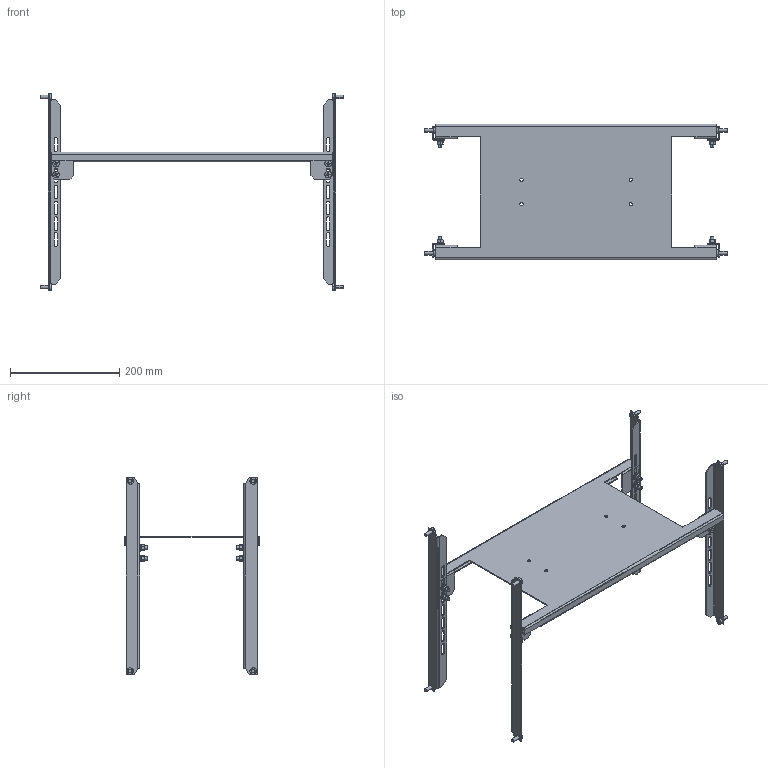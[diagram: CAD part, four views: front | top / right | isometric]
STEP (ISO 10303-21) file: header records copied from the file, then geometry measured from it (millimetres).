
FILE_DESCRIPTION (( 'STEP AP214' ), '1' );
FILE_NAME ('MPFU6301 Ïëàòà ìîíòàæíàÿ äëÿ ãîðèçîíòàëüíîãî ÂÀ-99Ñ 400 630.step', '2020-11-05T18:38:21', ( '' ), ( '' ), 'SwSTEP 2.0', 'SolidWorks 2019', '' );
FILE_SCHEMA (( 'AUTOMOTIVE_DESIGN' ));
Length unit declared in the file: millimetre
Products named in the file (61): AVT001.10.63.01 Ïëàòà ìîíòàæíàÿ ÂÀ99Ñ_400_630_00; Âèíò ñàìîíàðåçàþùèé Ì6 DIN 7516À; ﾘ琺矜 01.019 ﾃﾎﾑﾒ11371-78; ﾘ琺矜 01.019 ﾃﾎﾑﾒ11371-78_6; ﾘ琺矜 65ﾃ 019 ﾃﾎﾑﾒ 6402-70_6; Ãàéêà ÃÎÑÒ 5927-70; Âèíò Ì6 DIN 7985; Âèíò ñàìîíàðåçàþùèé Ì6 DIN 7516À_6å16; AVT001.10.03.02 Óãîëîê ìîíòàæíûé_èçâ0009_05.18_00; AVT001.10.03.02 Óãîëîê ìîíòàæíûé_èçâ0009_05.18; ﾘ琺矜 65ﾃ 019 ﾃﾎﾑﾒ 6402-70; AVT001.10.63.01 Ïëàòà ìîíòàæíàÿ ÂÀ99Ñ_400_630; MPFU6301 Ïëàòà ìîíòàæíàÿ äëÿ ãîðèçîíòàëüíîãî ÂÀ-99Ñ 400 630; Âèíò Ì6 DIN 7985_6å20; Ãàéêà ÃÎÑÒ 5927-70_6.6G.8
Assembly tree (53 placements, depth 2):
  Âèíò ñàìîíàðåçàþùèé Ì6 DIN 7516À
  ﾘ琺矜 01.019 ﾃﾎﾑﾒ11371-78
  ﾘ琺矜 01.019 ﾃﾎﾑﾒ11371-78
  ﾘ琺矜 01.019 ﾃﾎﾑﾒ11371-78
  ﾘ琺矜 01.019 ﾃﾎﾑﾒ11371-78
Bounding box: 554 x 248 x 360 mm (x, y, z)
Volume: 387623.1 mm3; surface area: 403379.5 mm2
Topology: 53 solids, 53 shells, 1002 faces, 2472 edges, 1592 vertices
Faces by surface type: plane 594, cylinder 296, cone 80, sphere 32
Entity records: 9134 total; most frequent: CARTESIAN_POINT 1491, DIRECTION 1469, ORIENTED_EDGE 1298, EDGE_CURVE 649, AXIS2_PLACEMENT_3D 522, VECTOR 425, LINE 425, VERTEX_POINT 408
